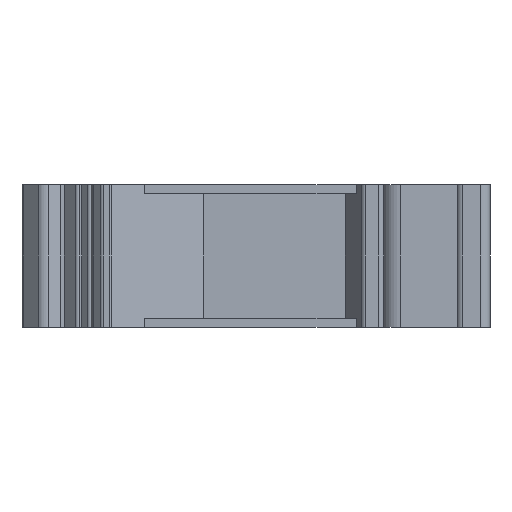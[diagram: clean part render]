
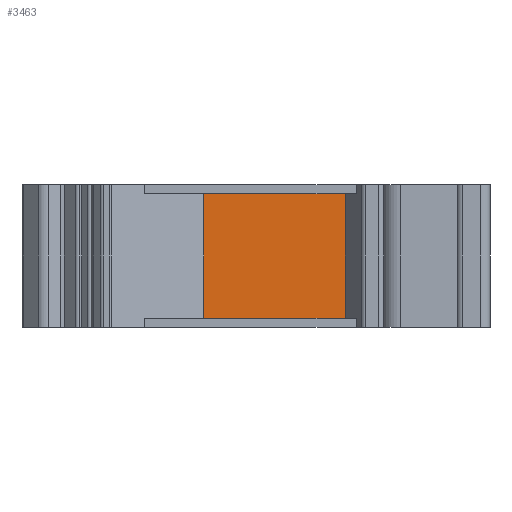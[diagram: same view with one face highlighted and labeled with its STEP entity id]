
A CAD part, left-side view. The second image highlights one B-rep face of the part: STEP entity #3463.
In plain terms, the highlighted planar face has unit normal (-1, 0, 0).
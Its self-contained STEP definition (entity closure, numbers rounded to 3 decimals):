
#795=DIRECTION('',(0.,1.,0.));
#796=VECTOR('',#795,15.084);
#797=CARTESIAN_POINT('',(-20.834,9.284,-6.6));
#798=LINE('',#797,#796);
#839=DIRECTION('',(0.,0.,1.));
#840=VECTOR('',#839,13.2);
#841=CARTESIAN_POINT('',(-20.834,9.284,-6.6));
#842=LINE('',#841,#840);
#843=DIRECTION('',(0.,0.,1.));
#844=VECTOR('',#843,13.2);
#845=CARTESIAN_POINT('',(-20.834,24.367,-6.6));
#846=LINE('',#845,#844);
#855=DIRECTION('',(0.,1.,0.));
#856=VECTOR('',#855,15.084);
#857=CARTESIAN_POINT('',(-20.834,9.284,6.6));
#858=LINE('',#857,#856);
#2620=CARTESIAN_POINT('',(-20.834,9.284,-6.6));
#2621=CARTESIAN_POINT('',(-20.834,24.367,-6.6));
#2622=VERTEX_POINT('',#2620);
#2623=VERTEX_POINT('',#2621);
#2628=CARTESIAN_POINT('',(-20.834,9.284,6.6));
#2629=CARTESIAN_POINT('',(-20.834,24.367,6.6));
#2630=VERTEX_POINT('',#2628);
#2631=VERTEX_POINT('',#2629);
#3450=CARTESIAN_POINT('',(-20.834,9.284,-6.6));
#3451=DIRECTION('',(1.,0.,0.));
#3452=DIRECTION('',(0.,1.,0.));
#3453=AXIS2_PLACEMENT_3D('',#3450,#3451,#3452);
#3454=PLANE('',#3453);
#3455=ORIENTED_EDGE('',*,*,#3379,.T.);
#3457=ORIENTED_EDGE('',*,*,#3456,.T.);
#3459=ORIENTED_EDGE('',*,*,#3458,.F.);
#3460=ORIENTED_EDGE('',*,*,#3437,.F.);
#3461=EDGE_LOOP('',(#3455,#3457,#3459,#3460));
#3462=FACE_OUTER_BOUND('',#3461,.F.);
#3379=EDGE_CURVE('',#2622,#2623,#798,.T.);
#3437=EDGE_CURVE('',#2622,#2630,#842,.T.);
#3456=EDGE_CURVE('',#2623,#2631,#846,.T.);
#3458=EDGE_CURVE('',#2630,#2631,#858,.T.);
#3463=ADVANCED_FACE('',(#3462),#3454,.F.);
